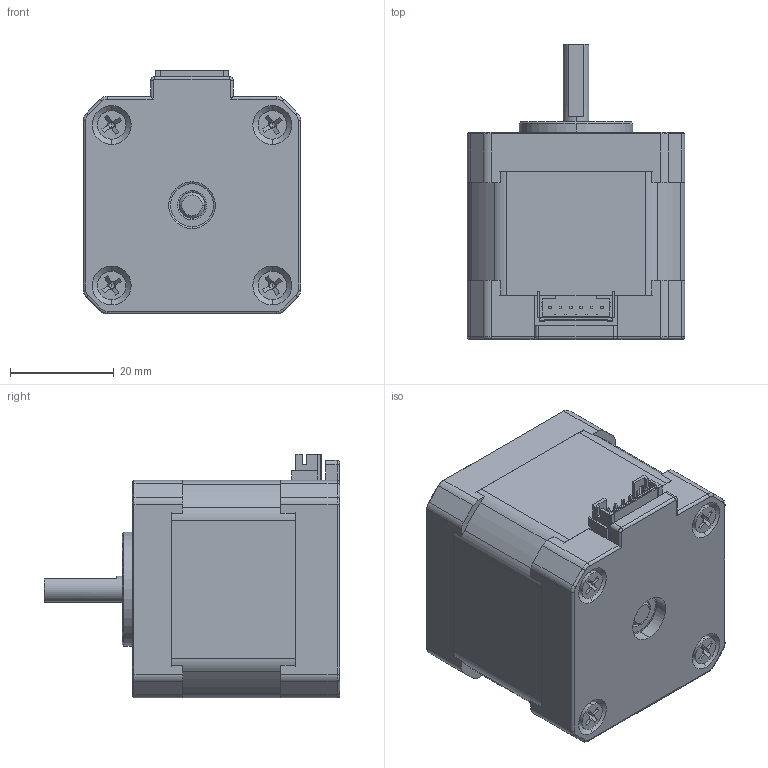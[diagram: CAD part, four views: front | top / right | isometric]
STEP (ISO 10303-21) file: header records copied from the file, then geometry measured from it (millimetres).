
FILE_DESCRIPTION (( 'STEP AP203' ), '1' );
FILE_NAME ('42-40步进电机.STEP_默认_sldprt.STEP', '2025-11-13T14:25:17', ( '' ), ( '' ), 'SwSTEP 2.0', 'SolidWorks 2020', '' );
FILE_SCHEMA (( 'CONFIG_CONTROL_DESIGN' ));
Length unit declared in the file: millimetre
Products named in the file (1): 42-40步进电机.STEP_默认_sldprt
Bounding box: 42 x 57 x 47.1 mm (x, y, z)
Volume: 50912.1 mm3; surface area: 24241.6 mm2
Topology: 12 solids, 12 shells, 531 faces, 1294 edges, 796 vertices
Faces by surface type: plane 279, cylinder 130, cone 80, bspline 40, torus 2
Entity records: 16267 total; most frequent: CARTESIAN_POINT 3732, DIRECTION 2632, ORIENTED_EDGE 2572, EDGE_CURVE 1286, AXIS2_PLACEMENT_3D 932, VERTEX_POINT 796, LINE 768, VECTOR 768
